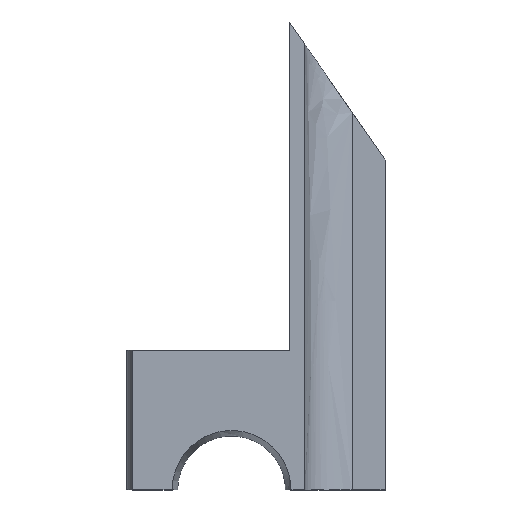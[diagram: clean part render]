
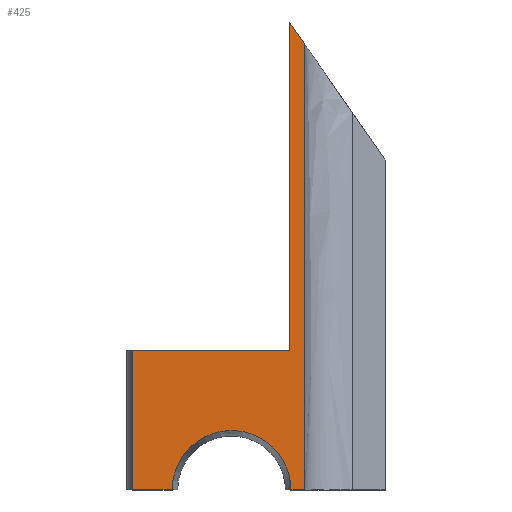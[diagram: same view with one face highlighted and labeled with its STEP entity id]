
A CAD part, top view. The second image highlights one B-rep face of the part: STEP entity #425.
In plain terms, the highlighted free-form (B-spline) face has degree [1, 1] with [2, 2] control points.
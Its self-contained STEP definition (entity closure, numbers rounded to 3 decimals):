
#59 = VERTEX_POINT('',#60);
#60 = CARTESIAN_POINT('',(9.212,-5.651,28.94)
  );
#66 = EDGE_CURVE('',#59,#67,#69,.T.);
#67 = VERTEX_POINT('',#68);
#68 = CARTESIAN_POINT('',(9.212,12.429,28.94)
  );
#69 = B_SPLINE_CURVE_WITH_KNOTS('',1,(#70,#71),.UNSPECIFIED.,.F.,.F.,(2,
    2),(0.,22.168),.PIECEWISE_BEZIER_KNOTS.);
#70 = CARTESIAN_POINT('',(9.212,-5.651,28.94)
  );
#71 = CARTESIAN_POINT('',(9.212,12.429,28.94)
  );
#106 = VERTEX_POINT('',#107);
#107 = CARTESIAN_POINT('',(8.605,13.304,28.94
    ));
#112 = EDGE_CURVE('',#67,#106,#113,.T.);
#113 = B_SPLINE_CURVE_WITH_KNOTS('',1,(#114,#115),.UNSPECIFIED.,.F.,.F.,
  (2,2),(-1.306,0.),.PIECEWISE_BEZIER_KNOTS.);
#114 = CARTESIAN_POINT('',(9.212,12.429,28.94
    ));
#115 = CARTESIAN_POINT('',(8.605,13.304,28.94
    ));
#127 = EDGE_CURVE('',#128,#59,#130,.T.);
#128 = VERTEX_POINT('',#129);
#129 = CARTESIAN_POINT('',(8.666,-5.651,28.94
    ));
#130 = B_SPLINE_CURVE_WITH_KNOTS('',1,(#131,#132),.UNSPECIFIED.,.F.,.F.,
  (2,2),(8.15,8.82),.PIECEWISE_BEZIER_KNOTS.);
#131 = CARTESIAN_POINT('',(8.666,-5.651,28.94
    ));
#132 = CARTESIAN_POINT('',(9.212,-5.651,28.94
    ));
#218 = VERTEX_POINT('',#219);
#219 = CARTESIAN_POINT('',(3.854,-5.651,28.94
    ));
#227 = EDGE_CURVE('',#218,#128,#228,.T.);
#228 = ( BOUNDED_CURVE() B_SPLINE_CURVE(2,(#229,#230,#231,#232,#233),
.UNSPECIFIED.,.F.,.F.) B_SPLINE_CURVE_WITH_KNOTS((3,2,3),(3.142,
4.712,6.283),.PIECEWISE_BEZIER_KNOTS.) CURVE() 
GEOMETRIC_REPRESENTATION_ITEM() RATIONAL_B_SPLINE_CURVE((1.,
0.707,1.,0.707,1.)) REPRESENTATION_ITEM('') );
#229 = CARTESIAN_POINT('',(3.854,-5.651,28.94
    ));
#230 = CARTESIAN_POINT('',(3.854,-3.245,28.94
    ));
#231 = CARTESIAN_POINT('',(6.26,-3.245,28.94
    ));
#232 = CARTESIAN_POINT('',(8.666,-3.245,28.94
    ));
#233 = CARTESIAN_POINT('',(8.666,-5.651,28.94
    ));
#333 = EDGE_CURVE('',#334,#218,#336,.T.);
#334 = VERTEX_POINT('',#335);
#335 = CARTESIAN_POINT('',(2.243,-5.651,28.94
    ));
#336 = B_SPLINE_CURVE_WITH_KNOTS('',1,(#337,#338),.UNSPECIFIED.,.F.,.F.,
  (2,2),(0.275,2.25),.PIECEWISE_BEZIER_KNOTS.);
#337 = CARTESIAN_POINT('',(2.243,-5.651,28.94
    ));
#338 = CARTESIAN_POINT('',(3.854,-5.651,28.94
    ));
#376 = VERTEX_POINT('',#377);
#377 = CARTESIAN_POINT('',(2.243,0.,28.94));
#389 = EDGE_CURVE('',#376,#334,#390,.T.);
#390 = B_SPLINE_CURVE_WITH_KNOTS('',1,(#391,#392),.UNSPECIFIED.,.F.,.F.,
  (2,2),(-6.929,0.),.PIECEWISE_BEZIER_KNOTS.);
#391 = CARTESIAN_POINT('',(2.243,0.,28.94));
#392 = CARTESIAN_POINT('',(2.243,-5.651,28.94
    ));
#425 = ADVANCED_FACE('',(#426),#446,.T.);
#426 = FACE_BOUND('',#427,.T.);
#427 = EDGE_LOOP('',(#428,#429,#430,#437,#442,#443,#444,#445));
#428 = ORIENTED_EDGE('',*,*,#66,.T.);
#429 = ORIENTED_EDGE('',*,*,#112,.T.);
#430 = ORIENTED_EDGE('',*,*,#431,.T.);
#431 = EDGE_CURVE('',#106,#432,#434,.T.);
#432 = VERTEX_POINT('',#433);
#433 = CARTESIAN_POINT('',(8.605,0.,28.94));
#434 = B_SPLINE_CURVE_WITH_KNOTS('',1,(#435,#436),.UNSPECIFIED.,.F.,.F.,
  (2,2),(-16.312,0.),.PIECEWISE_BEZIER_KNOTS.);
#435 = CARTESIAN_POINT('',(8.605,13.304,28.94
    ));
#436 = CARTESIAN_POINT('',(8.605,0.,28.94));
#437 = ORIENTED_EDGE('',*,*,#438,.T.);
#438 = EDGE_CURVE('',#432,#376,#439,.T.);
#439 = B_SPLINE_CURVE_WITH_KNOTS('',1,(#440,#441),.UNSPECIFIED.,.F.,.F.,
  (2,2),(-8.076,-0.275),.PIECEWISE_BEZIER_KNOTS.);
#440 = CARTESIAN_POINT('',(8.605,0.,28.94));
#441 = CARTESIAN_POINT('',(2.243,0.,28.94));
#442 = ORIENTED_EDGE('',*,*,#389,.T.);
#443 = ORIENTED_EDGE('',*,*,#333,.T.);
#444 = ORIENTED_EDGE('',*,*,#227,.T.);
#445 = ORIENTED_EDGE('',*,*,#127,.T.);
#446 = B_SPLINE_SURFACE_WITH_KNOTS('',1,1,(
    (#447,#448)
    ,(#449,#450
    )),.UNSPECIFIED.,.F.,.F.,.F.,(2,2),(2,2),(-6.139,2.406),(
    -11.621,11.621),.PIECEWISE_BEZIER_KNOTS.);
#447 = CARTESIAN_POINT('',(2.243,-5.651,28.94
    ));
#448 = CARTESIAN_POINT('',(2.243,13.304,28.94
    ));
#449 = CARTESIAN_POINT('',(9.212,-5.651,28.94
    ));
#450 = CARTESIAN_POINT('',(9.212,13.304,28.94
    ));
